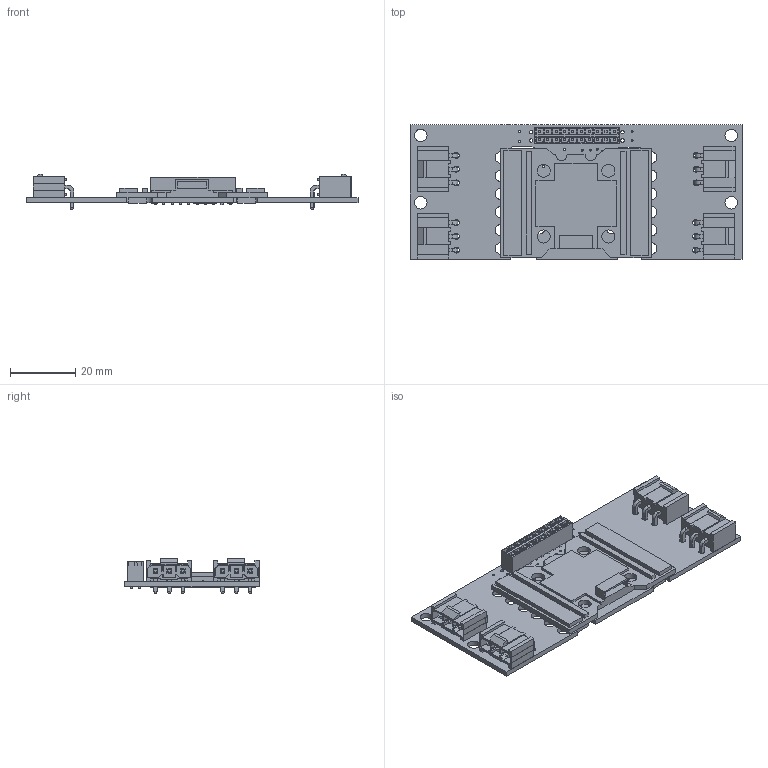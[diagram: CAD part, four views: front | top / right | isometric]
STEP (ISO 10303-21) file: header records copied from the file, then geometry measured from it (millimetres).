
FILE_DESCRIPTION(/* description */ (''),/* implementation_level */ '2;1');
FILE_NAME(/* name */ '6e6271be-149f-4f91-83db-acc7ef194f0e.stp',/* time_stamp */ '2022-01-26T00:05:38+00:00',/* author */ (''),/* organization */ (''),/* preprocessor_version */ 'ST-DEVELOPER v18.1',/* originating_system */ 'Autodesk Translation Framework v10.13.0.1454',/* authorisation */ '');
FILE_SCHEMA (('AUTOMOTIVE_DESIGN { 1 0 10303 214 3 1 1 }'));
Length unit declared in the file: millimetre
Products named in the file (9): 6e6271be-149f-4f91-83db-acc7ef194f0e; PCB Component; Board; LUMENIER_QUAD-NO-CUT; IBPD-SOCKET; 6-32-HOLE; BACKPLANE_ESC_ADAPTER_PWRESC; _IPT1-110-01-L-D_terminal; _IPT1-110-01-D_pin
Assembly tree (14 placements, depth 4):
  6e6271be-149f-4f91-83db-acc7ef194f0e
    PCB Component
      Board
      LUMENIER_QUAD-NO-CUT
      IBPD-SOCKET  x4
      6-32-HOLE  x4
      BACKPLANE_ESC_ADAPTER_PWRESC
        _IPT1-110-01-L-D_terminal
        _IPT1-110-01-D_pin
Bounding box: 101.6 x 41.15 x 11 mm (x, y, z)
Volume: 11581.3 mm3; surface area: 18564.3 mm2
Topology: 20 solids, 20 shells, 1386 faces, 3656 edges, 2344 vertices
Faces by surface type: plane 1250, cylinder 116, cone 20
Full cylindrical faces by diameter (mm): 0.6 x20, 1.016 x24, 1.778 x12, 3.5 x12, 3.81 x4, 4 x4
Entity records: 28115 total; most frequent: CARTESIAN_POINT 4796, ORIENTED_EDGE 4726, DIRECTION 4361, EDGE_CURVE 2363, LINE 2127, VECTOR 2127, VERTEX_POINT 1552, AXIS2_PLACEMENT_3D 1117
